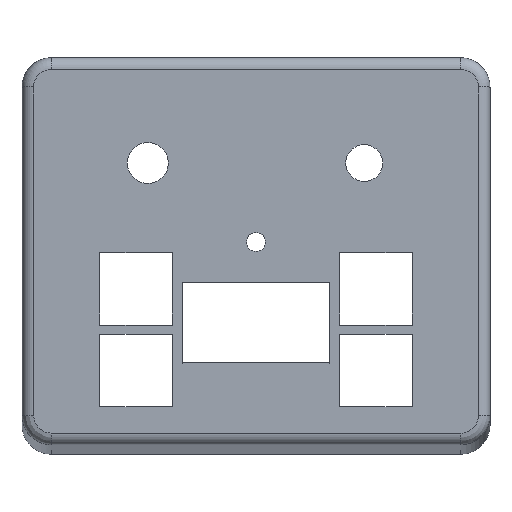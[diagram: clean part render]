
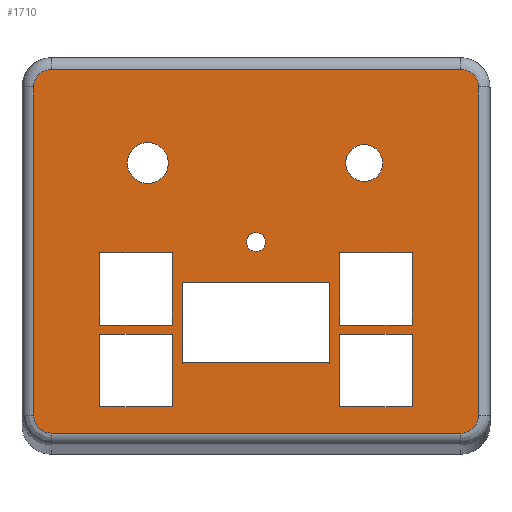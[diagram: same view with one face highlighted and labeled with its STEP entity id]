
A CAD part, top view. The second image highlights one B-rep face of the part: STEP entity #1710.
In plain terms, the highlighted planar face has unit normal (0, 0, 1).
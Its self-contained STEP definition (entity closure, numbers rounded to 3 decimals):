
#57=ELLIPSE('',#1800,3.011,3.);
#60=ELLIPSE('',#1813,3.011,3.);
#68=CIRCLE('',#1809,3.);
#74=CIRCLE('',#1820,3.);
#76=CIRCLE('',#1828,1.6);
#77=CIRCLE('',#1829,3.5);
#78=CIRCLE('',#1830,3.15);
#109=VERTEX_POINT('',#2460);
#110=VERTEX_POINT('',#2462);
#113=VERTEX_POINT('',#2469);
#114=VERTEX_POINT('',#2474);
#117=VERTEX_POINT('',#2481);
#118=VERTEX_POINT('',#2545);
#121=VERTEX_POINT('',#2552);
#122=VERTEX_POINT('',#2557);
#130=VERTEX_POINT('',#2586);
#131=VERTEX_POINT('',#2587);
#132=VERTEX_POINT('',#2589);
#133=VERTEX_POINT('',#2591);
#134=VERTEX_POINT('',#2594);
#135=VERTEX_POINT('',#2596);
#136=VERTEX_POINT('',#2597);
#137=VERTEX_POINT('',#2599);
#138=VERTEX_POINT('',#2601);
#139=VERTEX_POINT('',#2604);
#140=VERTEX_POINT('',#2605);
#141=VERTEX_POINT('',#2607);
#142=VERTEX_POINT('',#2609);
#143=VERTEX_POINT('',#2612);
#144=VERTEX_POINT('',#2613);
#145=VERTEX_POINT('',#2615);
#146=VERTEX_POINT('',#2617);
#147=VERTEX_POINT('',#2620);
#148=VERTEX_POINT('',#2621);
#149=VERTEX_POINT('',#2623);
#150=VERTEX_POINT('',#2625);
#151=VERTEX_POINT('',#2628);
#152=VERTEX_POINT('',#2630);
#280=VECTOR('',#1957,1.);
#283=VECTOR('',#1964,1.);
#284=VECTOR('',#1982,1.);
#287=VECTOR('',#1989,1.);
#296=VECTOR('',#2014,1.);
#297=VECTOR('',#2015,1.);
#298=VECTOR('',#2016,1.);
#299=VECTOR('',#2017,1.);
#300=VECTOR('',#2020,1.);
#301=VECTOR('',#2021,1.);
#302=VECTOR('',#2022,1.);
#303=VECTOR('',#2023,1.);
#304=VECTOR('',#2024,1.);
#305=VECTOR('',#2025,1.);
#306=VECTOR('',#2026,1.);
#307=VECTOR('',#2027,1.);
#308=VECTOR('',#2028,1.);
#309=VECTOR('',#2029,1.);
#310=VECTOR('',#2030,1.);
#311=VECTOR('',#2031,1.);
#312=VECTOR('',#2032,1.);
#313=VECTOR('',#2033,1.);
#314=VECTOR('',#2034,1.);
#315=VECTOR('',#2035,1.);
#482=LINE('',#2470,#280);
#485=LINE('',#2477,#283);
#486=LINE('',#2553,#284);
#489=LINE('',#2560,#287);
#498=LINE('',#2585,#296);
#499=LINE('',#2588,#297);
#500=LINE('',#2590,#298);
#501=LINE('',#2592,#299);
#502=LINE('',#2595,#300);
#503=LINE('',#2598,#301);
#504=LINE('',#2600,#302);
#505=LINE('',#2602,#303);
#506=LINE('',#2603,#304);
#507=LINE('',#2606,#305);
#508=LINE('',#2608,#306);
#509=LINE('',#2610,#307);
#510=LINE('',#2611,#308);
#511=LINE('',#2614,#309);
#512=LINE('',#2616,#310);
#513=LINE('',#2618,#311);
#514=LINE('',#2619,#312);
#515=LINE('',#2622,#313);
#516=LINE('',#2624,#314);
#517=LINE('',#2626,#315);
#685=EDGE_CURVE('',#109,#110,#57,.T.);
#689=EDGE_CURVE('',#113,#109,#482,.T.);
#693=EDGE_CURVE('',#110,#114,#485,.T.);
#695=EDGE_CURVE('',#117,#113,#68,.T.);
#699=EDGE_CURVE('',#114,#118,#60,.T.);
#701=EDGE_CURVE('',#121,#117,#486,.T.);
#705=EDGE_CURVE('',#118,#122,#489,.T.);
#707=EDGE_CURVE('',#122,#121,#74,.T.);
#718=EDGE_CURVE('',#130,#131,#498,.T.);
#719=EDGE_CURVE('',#131,#132,#499,.T.);
#720=EDGE_CURVE('',#132,#133,#500,.T.);
#721=EDGE_CURVE('',#133,#130,#501,.T.);
#722=EDGE_CURVE('',#134,#134,#76,.T.);
#723=EDGE_CURVE('',#135,#136,#502,.T.);
#724=EDGE_CURVE('',#136,#137,#503,.T.);
#725=EDGE_CURVE('',#137,#138,#504,.T.);
#726=EDGE_CURVE('',#138,#135,#505,.T.);
#727=EDGE_CURVE('',#139,#140,#506,.T.);
#728=EDGE_CURVE('',#140,#141,#507,.T.);
#729=EDGE_CURVE('',#141,#142,#508,.T.);
#730=EDGE_CURVE('',#142,#139,#509,.T.);
#731=EDGE_CURVE('',#143,#144,#510,.T.);
#732=EDGE_CURVE('',#144,#145,#511,.T.);
#733=EDGE_CURVE('',#145,#146,#512,.T.);
#734=EDGE_CURVE('',#146,#143,#513,.T.);
#735=EDGE_CURVE('',#147,#148,#514,.T.);
#736=EDGE_CURVE('',#148,#149,#515,.T.);
#737=EDGE_CURVE('',#149,#150,#516,.T.);
#738=EDGE_CURVE('',#150,#147,#517,.T.);
#739=EDGE_CURVE('',#151,#151,#77,.T.);
#740=EDGE_CURVE('',#152,#152,#78,.T.);
#994=ORIENTED_EDGE('',*,*,#718,.T.);
#995=ORIENTED_EDGE('',*,*,#719,.T.);
#996=ORIENTED_EDGE('',*,*,#720,.T.);
#997=ORIENTED_EDGE('',*,*,#721,.T.);
#998=ORIENTED_EDGE('',*,*,#722,.T.);
#999=ORIENTED_EDGE('',*,*,#723,.T.);
#1000=ORIENTED_EDGE('',*,*,#724,.T.);
#1001=ORIENTED_EDGE('',*,*,#725,.T.);
#1002=ORIENTED_EDGE('',*,*,#726,.T.);
#1003=ORIENTED_EDGE('',*,*,#727,.T.);
#1004=ORIENTED_EDGE('',*,*,#728,.T.);
#1005=ORIENTED_EDGE('',*,*,#729,.T.);
#1006=ORIENTED_EDGE('',*,*,#730,.T.);
#1007=ORIENTED_EDGE('',*,*,#731,.T.);
#1008=ORIENTED_EDGE('',*,*,#732,.T.);
#1009=ORIENTED_EDGE('',*,*,#733,.T.);
#1010=ORIENTED_EDGE('',*,*,#734,.T.);
#1011=ORIENTED_EDGE('',*,*,#735,.T.);
#1012=ORIENTED_EDGE('',*,*,#736,.T.);
#1013=ORIENTED_EDGE('',*,*,#737,.T.);
#1014=ORIENTED_EDGE('',*,*,#738,.T.);
#1015=ORIENTED_EDGE('',*,*,#739,.T.);
#1016=ORIENTED_EDGE('',*,*,#740,.T.);
#1017=ORIENTED_EDGE('',*,*,#685,.F.);
#1018=ORIENTED_EDGE('',*,*,#689,.F.);
#1019=ORIENTED_EDGE('',*,*,#695,.F.);
#1020=ORIENTED_EDGE('',*,*,#701,.F.);
#1021=ORIENTED_EDGE('',*,*,#707,.F.);
#1022=ORIENTED_EDGE('',*,*,#705,.F.);
#1023=ORIENTED_EDGE('',*,*,#699,.F.);
#1024=ORIENTED_EDGE('',*,*,#693,.F.);
#1448=EDGE_LOOP('',(#994,#995,#996,#997));
#1449=EDGE_LOOP('',(#998));
#1450=EDGE_LOOP('',(#999,#1000,#1001,#1002));
#1451=EDGE_LOOP('',(#1003,#1004,#1005,#1006));
#1452=EDGE_LOOP('',(#1007,#1008,#1009,#1010));
#1453=EDGE_LOOP('',(#1011,#1012,#1013,#1014));
#1454=EDGE_LOOP('',(#1015));
#1455=EDGE_LOOP('',(#1016));
#1456=EDGE_LOOP('',(#1017,#1018,#1019,#1020,#1021,#1022,#1023,#1024));
#1579=FACE_BOUND('',#1448,.T.);
#1580=FACE_BOUND('',#1449,.T.);
#1581=FACE_BOUND('',#1450,.T.);
#1582=FACE_BOUND('',#1451,.T.);
#1583=FACE_BOUND('',#1452,.T.);
#1584=FACE_BOUND('',#1453,.T.);
#1585=FACE_BOUND('',#1454,.T.);
#1586=FACE_BOUND('',#1455,.T.);
#1587=FACE_BOUND('',#1456,.T.);
#1710=ADVANCED_FACE('',(#1579,#1580,#1581,#1582,#1583,#1584,#1585,#1586,
#1587),#3027,.T.);
#1800=AXIS2_PLACEMENT_3D('',#2461,#1947,#1948);
#1809=AXIS2_PLACEMENT_3D('',#2482,#1968,#1969);
#1813=AXIS2_PLACEMENT_3D('',#2548,#1976,#1977);
#1820=AXIS2_PLACEMENT_3D('',#2563,#1993,#1994);
#1827=AXIS2_PLACEMENT_3D('',#2584,#2013,$);
#1828=AXIS2_PLACEMENT_3D('',#2593,#2018,#2019);
#1829=AXIS2_PLACEMENT_3D('',#2627,#2036,#2037);
#1830=AXIS2_PLACEMENT_3D('',#2629,#2038,#2039);
#1947=DIRECTION('',(0.,0.,-1.));
#1948=DIRECTION('',(0.,-3.011,0.));
#1957=DIRECTION('',(0.,-1.,0.));
#1964=DIRECTION('',(-1.,0.,0.));
#1968=DIRECTION('',(0.,0.,-1.));
#1969=DIRECTION('',(2.121,2.121,0.));
#1976=DIRECTION('',(0.,0.,-1.));
#1977=DIRECTION('',(0.,-3.011,0.));
#1982=DIRECTION('',(1.,0.,0.));
#1989=DIRECTION('',(0.,1.,0.));
#1993=DIRECTION('',(0.,0.,-1.));
#1994=DIRECTION('',(-2.121,2.121,0.));
#2013=DIRECTION('',(0.,0.,1.));
#2014=DIRECTION('',(-1.,0.,0.));
#2015=DIRECTION('',(0.,1.,0.));
#2016=DIRECTION('',(1.,0.,0.));
#2017=DIRECTION('',(0.,-1.,0.));
#2018=DIRECTION('',(0.,0.,-1.));
#2019=DIRECTION('',(1.6,0.,0.));
#2020=DIRECTION('',(-1.,0.,0.));
#2021=DIRECTION('',(0.,1.,0.));
#2022=DIRECTION('',(1.,0.,0.));
#2023=DIRECTION('',(0.,-1.,0.));
#2024=DIRECTION('',(-1.,0.,0.));
#2025=DIRECTION('',(0.,1.,0.));
#2026=DIRECTION('',(1.,0.,0.));
#2027=DIRECTION('',(0.,-1.,0.));
#2028=DIRECTION('',(-1.,0.,0.));
#2029=DIRECTION('',(0.,1.,0.));
#2030=DIRECTION('',(1.,0.,0.));
#2031=DIRECTION('',(0.,-1.,0.));
#2032=DIRECTION('',(-1.,0.,0.));
#2033=DIRECTION('',(0.,1.,0.));
#2034=DIRECTION('',(1.,0.,0.));
#2035=DIRECTION('',(0.,-1.,0.));
#2036=DIRECTION('',(0.,0.,-1.));
#2037=DIRECTION('',(3.5,0.,0.));
#2038=DIRECTION('',(0.,0.,-1.));
#2039=DIRECTION('',(3.15,0.,0.));
#2460=CARTESIAN_POINT('',(38.,-28.156,3.));
#2461=CARTESIAN_POINT('',(35.,-28.156,3.));
#2462=CARTESIAN_POINT('',(35.,-31.167,3.));
#2469=CARTESIAN_POINT('',(38.,28.,3.));
#2470=CARTESIAN_POINT('',(38.,0.,3.));
#2474=CARTESIAN_POINT('',(-35.,-31.167,3.));
#2477=CARTESIAN_POINT('',(-20.,-31.167,3.));
#2481=CARTESIAN_POINT('',(35.,31.,3.));
#2482=CARTESIAN_POINT('',(35.,28.,3.));
#2545=CARTESIAN_POINT('',(-38.,-28.156,3.));
#2548=CARTESIAN_POINT('',(-35.,-28.156,3.));
#2552=CARTESIAN_POINT('',(-35.,31.,3.));
#2553=CARTESIAN_POINT('',(0.,31.,3.));
#2557=CARTESIAN_POINT('',(-38.,28.,3.));
#2560=CARTESIAN_POINT('',(-38.,0.,3.));
#2563=CARTESIAN_POINT('',(-35.,28.,3.));
#2584=CARTESIAN_POINT('',(0.,0.,3.));
#2585=CARTESIAN_POINT('',(0.,-19.1,3.));
#2586=CARTESIAN_POINT('',(12.6,-19.1,3.));
#2587=CARTESIAN_POINT('',(-12.6,-19.1,3.));
#2588=CARTESIAN_POINT('',(-12.6,-6.15,3.));
#2589=CARTESIAN_POINT('',(-12.6,-5.5,3.));
#2590=CARTESIAN_POINT('',(0.,-5.5,3.));
#2591=CARTESIAN_POINT('',(12.6,-5.5,3.));
#2592=CARTESIAN_POINT('',(12.6,-6.15,3.));
#2593=CARTESIAN_POINT('',(0.,1.5,3.));
#2594=CARTESIAN_POINT('',(1.6,1.5,3.));
#2595=CARTESIAN_POINT('',(10.25,-26.7,3.));
#2596=CARTESIAN_POINT('',(26.7,-26.7,3.));
#2597=CARTESIAN_POINT('',(14.3,-26.7,3.));
#2598=CARTESIAN_POINT('',(14.3,-10.25,3.));
#2599=CARTESIAN_POINT('',(14.3,-14.3,3.));
#2600=CARTESIAN_POINT('',(10.25,-14.3,3.));
#2601=CARTESIAN_POINT('',(26.7,-14.3,3.));
#2602=CARTESIAN_POINT('',(26.7,-10.25,3.));
#2603=CARTESIAN_POINT('',(-10.25,-26.7,3.));
#2604=CARTESIAN_POINT('',(-14.3,-26.7,3.));
#2605=CARTESIAN_POINT('',(-26.7,-26.7,3.));
#2606=CARTESIAN_POINT('',(-26.7,-10.25,3.));
#2607=CARTESIAN_POINT('',(-26.7,-14.3,3.));
#2608=CARTESIAN_POINT('',(-10.25,-14.3,3.));
#2609=CARTESIAN_POINT('',(-14.3,-14.3,3.));
#2610=CARTESIAN_POINT('',(-14.3,-10.25,3.));
#2611=CARTESIAN_POINT('',(10.25,-12.7,3.));
#2612=CARTESIAN_POINT('',(26.7,-12.7,3.));
#2613=CARTESIAN_POINT('',(14.3,-12.7,3.));
#2614=CARTESIAN_POINT('',(14.3,-3.25,3.));
#2615=CARTESIAN_POINT('',(14.3,-0.3,3.));
#2616=CARTESIAN_POINT('',(10.25,-0.3,3.));
#2617=CARTESIAN_POINT('',(26.7,-0.3,3.));
#2618=CARTESIAN_POINT('',(26.7,-3.25,3.));
#2619=CARTESIAN_POINT('',(-10.25,-12.7,3.));
#2620=CARTESIAN_POINT('',(-14.3,-12.7,3.));
#2621=CARTESIAN_POINT('',(-26.7,-12.7,3.));
#2622=CARTESIAN_POINT('',(-26.7,-3.25,3.));
#2623=CARTESIAN_POINT('',(-26.7,-0.3,3.));
#2624=CARTESIAN_POINT('',(-10.25,-0.3,3.));
#2625=CARTESIAN_POINT('',(-14.3,-0.3,3.));
#2626=CARTESIAN_POINT('',(-14.3,-3.25,3.));
#2627=CARTESIAN_POINT('',(-18.5,15.,3.));
#2628=CARTESIAN_POINT('',(-15.,15.,3.));
#2629=CARTESIAN_POINT('',(18.5,15.,3.));
#2630=CARTESIAN_POINT('',(21.65,15.,3.));
#3027=PLANE('',#1827);
